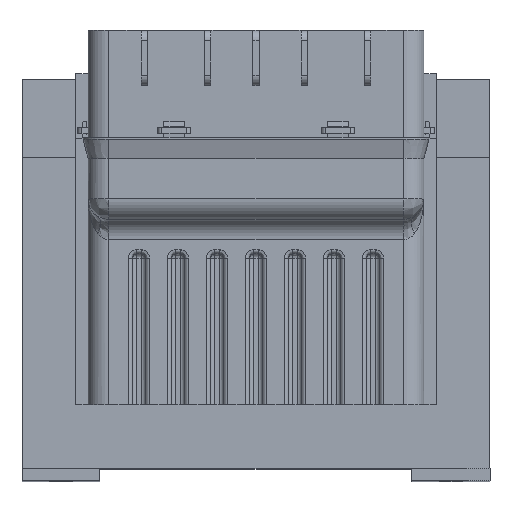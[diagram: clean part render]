
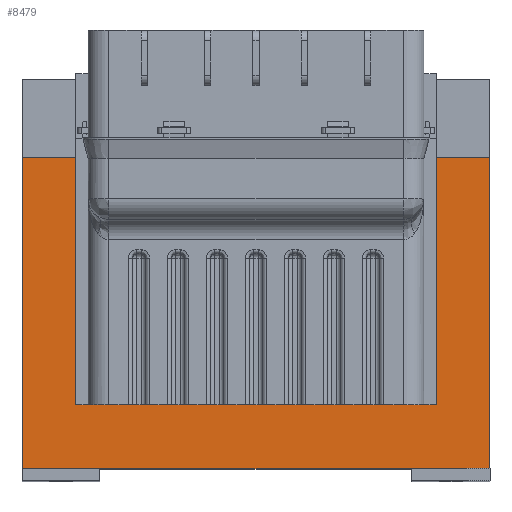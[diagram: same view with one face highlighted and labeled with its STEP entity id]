
A CAD part, top view. The second image highlights one B-rep face of the part: STEP entity #8479.
In plain terms, the highlighted planar face has unit normal (0, 0, 1).
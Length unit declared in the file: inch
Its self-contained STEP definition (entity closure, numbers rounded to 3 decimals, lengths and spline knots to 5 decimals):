
#811 = DIRECTION ( 'NONE',  ( 0., -1., 0. ) ) ;
#975 = LINE ( 'NONE', #11634, #8230 ) ;
#1524 = ORIENTED_EDGE ( 'NONE', *, *, #17718, .F. ) ;
#1618 = DIRECTION ( 'NONE',  ( -1., 0., 0. ) ) ;
#2208 = EDGE_CURVE ( 'NONE', #5301, #16031, #14564, .T. ) ;
#5301 = VERTEX_POINT ( 'NONE', #11953 ) ;
#5942 = EDGE_CURVE ( 'NONE', #16031, #17433, #19766, .T. ) ;
#6439 = ORIENTED_EDGE ( 'NONE', *, *, #5942, .T. ) ;
#6559 = CARTESIAN_POINT ( 'NONE',  ( -2.24409, -0.74803, 0.98425 ) ) ;
#8230 = VECTOR ( 'NONE', #13291, 39.37008 ) ;
#8479 = ADVANCED_FACE ( 'NONE', ( #10997 ), #16503, .F. ) ;
#9062 = CARTESIAN_POINT ( 'NONE',  ( -2.24409, -0.74803, 0.98425 ) ) ;
#9252 = VECTOR ( 'NONE', #17786, 39.37008 ) ;
#9588 = CARTESIAN_POINT ( 'NONE',  ( -2.24409, -3.74016, 0.98425 ) ) ;
#9917 = ORIENTED_EDGE ( 'NONE', *, *, #2208, .T. ) ;
#10421 = VECTOR ( 'NONE', #11307, 39.37008 ) ;
#10997 = FACE_OUTER_BOUND ( 'NONE', #15556, .T. ) ;
#11074 = ORIENTED_EDGE ( 'NONE', *, *, #15387, .F. ) ;
#11307 = DIRECTION ( 'NONE',  ( 1., 0., 0. ) ) ;
#11584 = DIRECTION ( 'NONE',  ( 0., 0., -1. ) ) ;
#11634 = CARTESIAN_POINT ( 'NONE',  ( 2.24409, -0.74803, 0.98425 ) ) ;
#11953 = CARTESIAN_POINT ( 'NONE',  ( -2.24409, -0.74803, 0.98425 ) ) ;
#13291 = DIRECTION ( 'NONE',  ( 0., -1., 0. ) ) ;
#14195 = LINE ( 'NONE', #16114, #9252 ) ;
#14385 = CARTESIAN_POINT ( 'NONE',  ( 2.24409, -0.74803, 0.98425 ) ) ;
#14564 = LINE ( 'NONE', #9062, #16916 ) ;
#15387 = EDGE_CURVE ( 'NONE', #5301, #17510, #14195, .T. ) ;
#15556 = EDGE_LOOP ( 'NONE', ( #6439, #1524, #11074, #9917 ) ) ;
#15922 = CARTESIAN_POINT ( 'NONE',  ( 2.24409, -3.74016, 0.98425 ) ) ;
#16031 = VERTEX_POINT ( 'NONE', #9588 ) ;
#16114 = CARTESIAN_POINT ( 'NONE',  ( -2.24409, -0.74803, 0.98425 ) ) ;
#16297 = CARTESIAN_POINT ( 'NONE',  ( -2.24409, -3.74016, 0.98425 ) ) ;
#16503 = PLANE ( 'NONE',  #17129 ) ;
#16916 = VECTOR ( 'NONE', #811, 39.37008 ) ;
#17129 = AXIS2_PLACEMENT_3D ( 'NONE', #6559, #11584, #1618 ) ;
#17433 = VERTEX_POINT ( 'NONE', #15922 ) ;
#17510 = VERTEX_POINT ( 'NONE', #14385 ) ;
#17718 = EDGE_CURVE ( 'NONE', #17510, #17433, #975, .T. ) ;
#17786 = DIRECTION ( 'NONE',  ( 1., 0., 0. ) ) ;
#19766 = LINE ( 'NONE', #16297, #10421 ) ;
